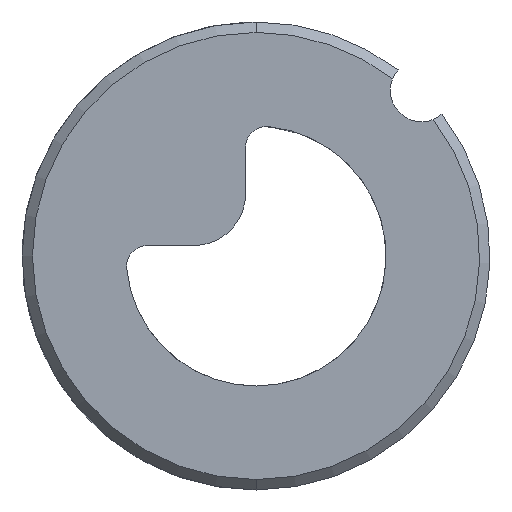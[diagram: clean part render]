
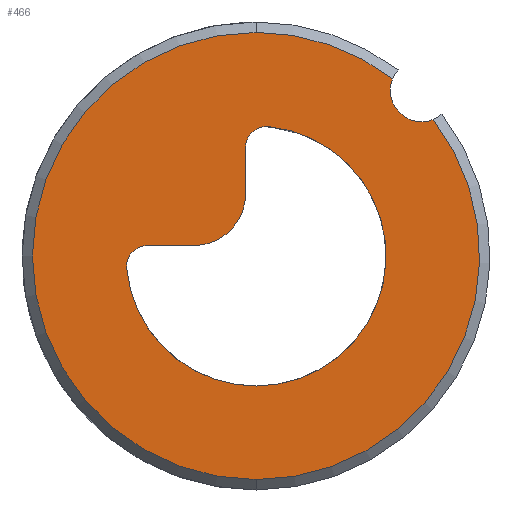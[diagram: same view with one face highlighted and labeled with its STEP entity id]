
A CAD part, front view. The second image highlights one B-rep face of the part: STEP entity #466.
In plain terms, the highlighted planar face has unit normal (0, -1, 0).
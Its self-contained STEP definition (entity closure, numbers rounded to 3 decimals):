
#1 = VERTEX_POINT ( 'NONE', #609 ) ;
#5 = CARTESIAN_POINT ( 'NONE',  ( 0., 0., 0. ) ) ;
#16 = DIRECTION ( 'NONE',  ( 0., 0., 1. ) ) ;
#20 = CIRCLE ( 'NONE', #802, 2. ) ;
#25 = CARTESIAN_POINT ( 'NONE',  ( 15.91, 0., 15.91 ) ) ;
#30 = EDGE_CURVE ( 'NONE', #132, #523, #368, .T. ) ;
#32 = CIRCLE ( 'NONE', #635, 21.5 ) ;
#36 = ORIENTED_EDGE ( 'NONE', *, *, #715, .T. ) ;
#46 = EDGE_CURVE ( 'NONE', #734, #781, #874, .T. ) ;
#74 = CARTESIAN_POINT ( 'NONE',  ( -6., 0., 1. ) ) ;
#81 = DIRECTION ( 'NONE',  ( 0., 0., 1. ) ) ;
#87 = CARTESIAN_POINT ( 'NONE',  ( 0., 0., 0. ) ) ;
#93 = DIRECTION ( 'NONE',  ( 0., 0., 1. ) ) ;
#95 = VERTEX_POINT ( 'NONE', #238 ) ;
#96 = EDGE_LOOP ( 'NONE', ( #499, #919, #841, #474, #286, #124, #472, #684 ) ) ;
#117 = EDGE_CURVE ( 'NONE', #1, #640, #928, .T. ) ;
#120 = CIRCLE ( 'NONE', #694, 21.5 ) ;
#124 = ORIENTED_EDGE ( 'NONE', *, *, #468, .T. ) ;
#127 = EDGE_CURVE ( 'NONE', #523, #1, #284, .T. ) ;
#132 = VERTEX_POINT ( 'NONE', #552 ) ;
#134 = DIRECTION ( 'NONE',  ( 0., 0., 1. ) ) ;
#145 = DIRECTION ( 'NONE',  ( 0., -1., 0. ) ) ;
#151 = VERTEX_POINT ( 'NONE', #773 ) ;
#170 = EDGE_CURVE ( 'NONE', #151, #430, #20, .T. ) ;
#183 = DIRECTION ( 'NONE',  ( 0., 0., 1. ) ) ;
#218 = CIRCLE ( 'NONE', #628, 12.5 ) ;
#225 = AXIS2_PLACEMENT_3D ( 'NONE', #650, #372, #878 ) ;
#227 = DIRECTION ( 'NONE',  ( 0., -1., 0. ) ) ;
#229 = DIRECTION ( 'NONE',  ( 0., 1., 0. ) ) ;
#230 = VECTOR ( 'NONE', #687, 1000. ) ;
#238 = CARTESIAN_POINT ( 'NONE',  ( 0., 0., -12.5 ) ) ;
#239 = CARTESIAN_POINT ( 'NONE',  ( 17.028, 0., 13.126 ) ) ;
#253 = CARTESIAN_POINT ( 'NONE',  ( 1., 0., 10.452 ) ) ;
#258 = CARTESIAN_POINT ( 'NONE',  ( -6., 0., 6. ) ) ;
#264 = CARTESIAN_POINT ( 'NONE',  ( 13.126, 0., 17.028 ) ) ;
#284 = CIRCLE ( 'NONE', #651, 5. ) ;
#286 = ORIENTED_EDGE ( 'NONE', *, *, #479, .T. ) ;
#295 = AXIS2_PLACEMENT_3D ( 'NONE', #655, #657, #134 ) ;
#301 = DIRECTION ( 'NONE',  ( 0., 1., 0. ) ) ;
#310 = DIRECTION ( 'NONE',  ( 0., 0., 1. ) ) ;
#316 = DIRECTION ( 'NONE',  ( 0., 0., 1. ) ) ;
#319 = FACE_OUTER_BOUND ( 'NONE', #807, .T. ) ;
#320 = CARTESIAN_POINT ( 'NONE',  ( -1., 0., 12.46 ) ) ;
#326 = DIRECTION ( 'NONE',  ( 0., 1., 0. ) ) ;
#332 = CIRCLE ( 'NONE', #925, 12.5 ) ;
#344 = DIRECTION ( 'NONE',  ( 0., 0., 1. ) ) ;
#368 = LINE ( 'NONE', #753, #230 ) ;
#372 = DIRECTION ( 'NONE',  ( 0., 1., 0. ) ) ;
#374 = CARTESIAN_POINT ( 'NONE',  ( 0., 0., 0. ) ) ;
#394 = VERTEX_POINT ( 'NONE', #583 ) ;
#411 = EDGE_CURVE ( 'NONE', #640, #151, #548, .T. ) ;
#419 = DIRECTION ( 'NONE',  ( 0., 0., 1. ) ) ;
#430 = VERTEX_POINT ( 'NONE', #506 ) ;
#454 = DIRECTION ( 'NONE',  ( 0., 0., 1. ) ) ;
#466 = ADVANCED_FACE ( 'NONE', ( #319, #572 ), #740, .F. ) ;
#468 = EDGE_CURVE ( 'NONE', #394, #132, #873, .T. ) ;
#472 = ORIENTED_EDGE ( 'NONE', *, *, #30, .T. ) ;
#474 = ORIENTED_EDGE ( 'NONE', *, *, #634, .T. ) ;
#479 = EDGE_CURVE ( 'NONE', #95, #394, #332, .T. ) ;
#499 = ORIENTED_EDGE ( 'NONE', *, *, #117, .T. ) ;
#506 = CARTESIAN_POINT ( 'NONE',  ( 1.19, 0., 12.443 ) ) ;
#520 = DIRECTION ( 'NONE',  ( 0., 1., 0. ) ) ;
#523 = VERTEX_POINT ( 'NONE', #74 ) ;
#535 = EDGE_CURVE ( 'NONE', #896, #734, #120, .T. ) ;
#541 = CARTESIAN_POINT ( 'NONE',  ( 0., 0., 0. ) ) ;
#548 = CIRCLE ( 'NONE', #295, 2. ) ;
#552 = CARTESIAN_POINT ( 'NONE',  ( -10.452, 0., 1. ) ) ;
#567 = ORIENTED_EDGE ( 'NONE', *, *, #535, .T. ) ;
#572 = FACE_BOUND ( 'NONE', #96, .T. ) ;
#576 = EDGE_CURVE ( 'NONE', #781, #955, #825, .T. ) ;
#583 = CARTESIAN_POINT ( 'NONE',  ( -12.443, 0., -1.19 ) ) ;
#586 = ORIENTED_EDGE ( 'NONE', *, *, #46, .T. ) ;
#609 = CARTESIAN_POINT ( 'NONE',  ( -1., 0., 6. ) ) ;
#618 = DIRECTION ( 'NONE',  ( 0., 1., 0. ) ) ;
#628 = AXIS2_PLACEMENT_3D ( 'NONE', #748, #229, #310 ) ;
#634 = EDGE_CURVE ( 'NONE', #430, #95, #218, .T. ) ;
#635 = AXIS2_PLACEMENT_3D ( 'NONE', #541, #914, #93 ) ;
#640 = VERTEX_POINT ( 'NONE', #832 ) ;
#650 = CARTESIAN_POINT ( 'NONE',  ( -10.452, 0., -1. ) ) ;
#651 = AXIS2_PLACEMENT_3D ( 'NONE', #258, #777, #344 ) ;
#652 = ORIENTED_EDGE ( 'NONE', *, *, #576, .T. ) ;
#655 = CARTESIAN_POINT ( 'NONE',  ( 1., 0., 10.452 ) ) ;
#657 = DIRECTION ( 'NONE',  ( 0., 1., 0. ) ) ;
#664 = DIRECTION ( 'NONE',  ( 0., 0., 1. ) ) ;
#671 = VECTOR ( 'NONE', #419, 1000. ) ;
#675 = CARTESIAN_POINT ( 'NONE',  ( 0., 0., 0. ) ) ;
#679 = AXIS2_PLACEMENT_3D ( 'NONE', #25, #326, #316 ) ;
#684 = ORIENTED_EDGE ( 'NONE', *, *, #127, .T. ) ;
#687 = DIRECTION ( 'NONE',  ( 1., 0., 0. ) ) ;
#694 = AXIS2_PLACEMENT_3D ( 'NONE', #675, #227, #16 ) ;
#715 = EDGE_CURVE ( 'NONE', #955, #896, #32, .T. ) ;
#727 = AXIS2_PLACEMENT_3D ( 'NONE', #5, #301, #81 ) ;
#734 = VERTEX_POINT ( 'NONE', #239 ) ;
#740 = PLANE ( 'NONE',  #727 ) ;
#748 = CARTESIAN_POINT ( 'NONE',  ( 0., 0., 0. ) ) ;
#753 = CARTESIAN_POINT ( 'NONE',  ( -6., 0., 1. ) ) ;
#773 = CARTESIAN_POINT ( 'NONE',  ( 1., 0., 12.452 ) ) ;
#777 = DIRECTION ( 'NONE',  ( 0., -1., 0. ) ) ;
#781 = VERTEX_POINT ( 'NONE', #264 ) ;
#800 = CARTESIAN_POINT ( 'NONE',  ( 0., 0., 21.5 ) ) ;
#802 = AXIS2_PLACEMENT_3D ( 'NONE', #253, #618, #183 ) ;
#807 = EDGE_LOOP ( 'NONE', ( #652, #36, #567, #586 ) ) ;
#825 = CIRCLE ( 'NONE', #857, 21.5 ) ;
#832 = CARTESIAN_POINT ( 'NONE',  ( -1., 0., 10.452 ) ) ;
#841 = ORIENTED_EDGE ( 'NONE', *, *, #170, .T. ) ;
#857 = AXIS2_PLACEMENT_3D ( 'NONE', #87, #145, #454 ) ;
#873 = CIRCLE ( 'NONE', #225, 2. ) ;
#874 = CIRCLE ( 'NONE', #679, 3. ) ;
#878 = DIRECTION ( 'NONE',  ( 0., 0., 1. ) ) ;
#896 = VERTEX_POINT ( 'NONE', #942 ) ;
#914 = DIRECTION ( 'NONE',  ( 0., -1., 0. ) ) ;
#919 = ORIENTED_EDGE ( 'NONE', *, *, #411, .T. ) ;
#925 = AXIS2_PLACEMENT_3D ( 'NONE', #374, #520, #664 ) ;
#928 = LINE ( 'NONE', #320, #671 ) ;
#942 = CARTESIAN_POINT ( 'NONE',  ( 0., 0., -21.5 ) ) ;
#955 = VERTEX_POINT ( 'NONE', #800 ) ;
